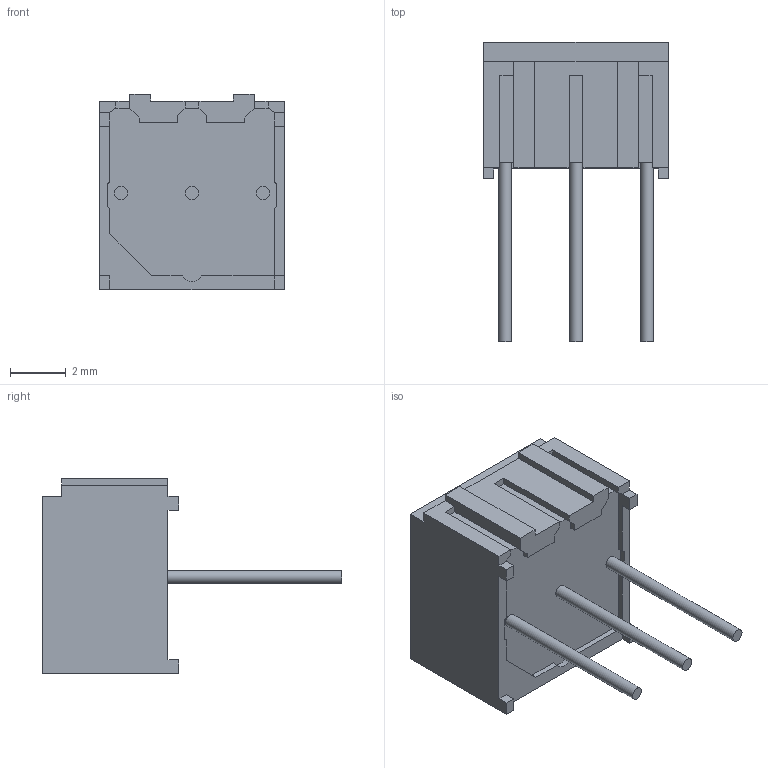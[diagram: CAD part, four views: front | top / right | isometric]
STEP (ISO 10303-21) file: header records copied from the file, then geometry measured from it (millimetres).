
FILE_DESCRIPTION (( 'STEP AP214' ), '1' );
FILE_NAME ('3362U-1-100.STEP', '2022-09-20T05:40:37', ( '' ), ( '' ), 'SwSTEP 2.0', 'SolidWorks 2021', '' );
FILE_SCHEMA (( 'AUTOMOTIVE_DESIGN' ));
Length unit declared in the file: millimetre
Products named in the file (1): 3362U-1-100
Bounding box: 6.6 x 10.72 x 6.99 mm (x, y, z)
Volume: 191.9 mm3; surface area: 301.4 mm2
Topology: 5 solids, 5 shells, 151 faces, 399 edges, 263 vertices
Faces by surface type: plane 116, cylinder 34, cone 1
Full cylindrical faces by diameter (mm): 0.25 x2, 0.46 x3, 2.77 x2
Entity records: 4637 total; most frequent: CARTESIAN_POINT 812, ORIENTED_EDGE 776, DIRECTION 761, EDGE_CURVE 388, LINE 311, VECTOR 311, VERTEX_POINT 260, AXIS2_PLACEMENT_3D 225
